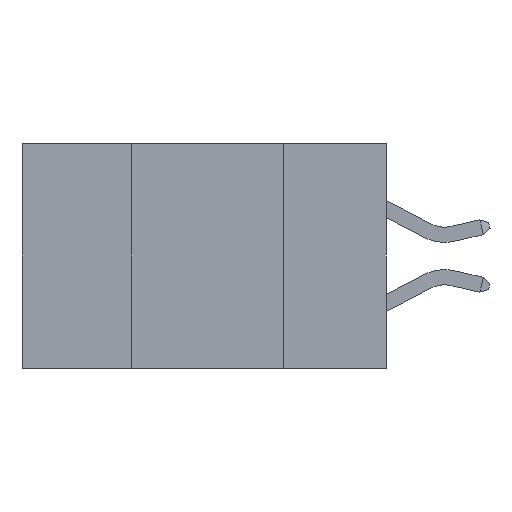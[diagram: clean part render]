
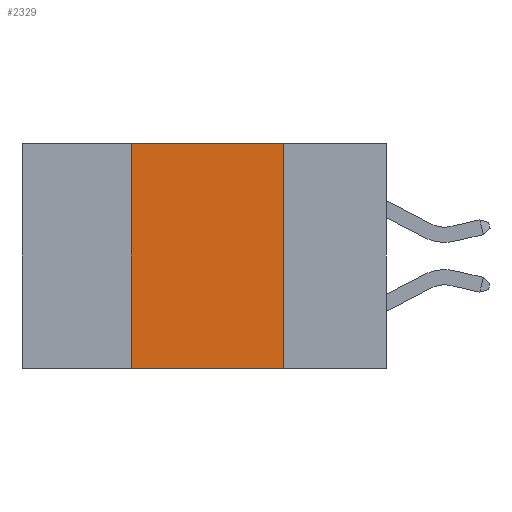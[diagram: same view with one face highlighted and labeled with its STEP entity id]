
A CAD part, left-side view. The second image highlights one B-rep face of the part: STEP entity #2329.
In plain terms, the highlighted planar face has unit normal (-1, 0, 0).
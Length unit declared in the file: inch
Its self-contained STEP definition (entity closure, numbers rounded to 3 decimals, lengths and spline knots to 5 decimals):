
#510 = ORIENTED_EDGE ( 'NONE', *, *, #23445, .F. ) ;
#622 = EDGE_CURVE ( 'NONE', #20517, #12669, #11257, .T. ) ;
#1587 = FACE_OUTER_BOUND ( 'NONE', #5958, .T. ) ;
#1651 = CARTESIAN_POINT ( 'NONE',  ( 0., 0.42, 0. ) ) ;
#2329 = ADVANCED_FACE ( 'NONE', ( #1587 ), #14766, .F. ) ;
#2657 = CARTESIAN_POINT ( 'NONE',  ( 0., 0.17, 0. ) ) ;
#3123 = EDGE_CURVE ( 'NONE', #12669, #22319, #18989, .T. ) ;
#4190 = CARTESIAN_POINT ( 'NONE',  ( 0., 0.17, -0.37 ) ) ;
#4280 = ORIENTED_EDGE ( 'NONE', *, *, #3123, .F. ) ;
#4801 = VECTOR ( 'NONE', #18571, 39.37008 ) ;
#5465 = VECTOR ( 'NONE', #13991, 39.37008 ) ;
#5958 = EDGE_LOOP ( 'NONE', ( #4280, #14172, #510, #10387 ) ) ;
#6314 = VECTOR ( 'NONE', #18423, 39.37008 ) ;
#8969 = CARTESIAN_POINT ( 'NONE',  ( 0., 0.17, -0.37 ) ) ;
#9327 = DIRECTION ( 'NONE',  ( 0., 0., -1. ) ) ;
#10343 = CARTESIAN_POINT ( 'NONE',  ( 0., 0.42, -0.37 ) ) ;
#10387 = ORIENTED_EDGE ( 'NONE', *, *, #22213, .T. ) ;
#11207 = CARTESIAN_POINT ( 'NONE',  ( 0., 0.42, -0.37 ) ) ;
#11257 = LINE ( 'NONE', #18394, #6314 ) ;
#12120 = CARTESIAN_POINT ( 'NONE',  ( 0., 0.6, -0.37 ) ) ;
#12669 = VERTEX_POINT ( 'NONE', #2657 ) ;
#13550 = DIRECTION ( 'NONE',  ( 0., 0., -1. ) ) ;
#13619 = AXIS2_PLACEMENT_3D ( 'NONE', #14381, #13894, #13550 ) ;
#13894 = DIRECTION ( 'NONE',  ( 1., 0., 0. ) ) ;
#13991 = DIRECTION ( 'NONE',  ( 0., -1., 0. ) ) ;
#14172 = ORIENTED_EDGE ( 'NONE', *, *, #622, .F. ) ;
#14381 = CARTESIAN_POINT ( 'NONE',  ( 0., 0.6, 0. ) ) ;
#14766 = PLANE ( 'NONE',  #13619 ) ;
#15340 = LINE ( 'NONE', #12120, #5465 ) ;
#18394 = CARTESIAN_POINT ( 'NONE',  ( 0., 0.6, 0. ) ) ;
#18423 = DIRECTION ( 'NONE',  ( 0., -1., 0. ) ) ;
#18571 = DIRECTION ( 'NONE',  ( 0., 0., 1. ) ) ;
#18878 = VERTEX_POINT ( 'NONE', #10343 ) ;
#18989 = LINE ( 'NONE', #8969, #23322 ) ;
#19590 = LINE ( 'NONE', #11207, #4801 ) ;
#20517 = VERTEX_POINT ( 'NONE', #1651 ) ;
#22213 = EDGE_CURVE ( 'NONE', #18878, #22319, #15340, .T. ) ;
#22319 = VERTEX_POINT ( 'NONE', #4190 ) ;
#23322 = VECTOR ( 'NONE', #9327, 39.37008 ) ;
#23445 = EDGE_CURVE ( 'NONE', #18878, #20517, #19590, .T. ) ;
